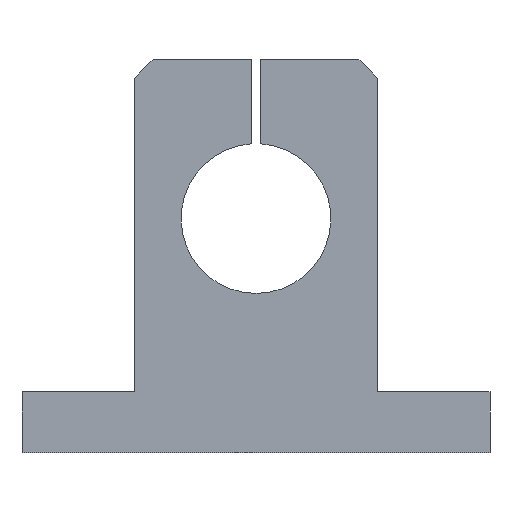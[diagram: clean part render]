
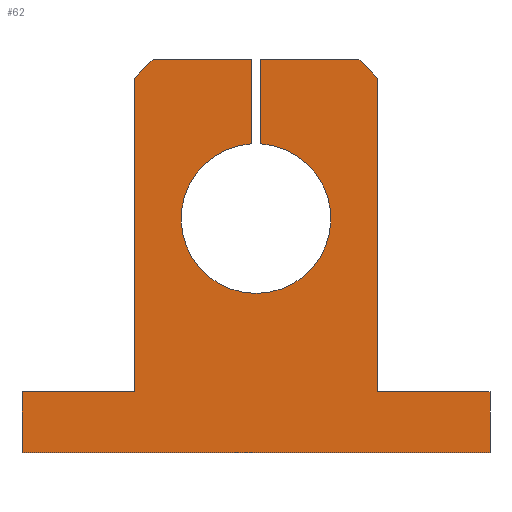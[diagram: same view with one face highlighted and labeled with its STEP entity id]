
A CAD part, front view. The second image highlights one B-rep face of the part: STEP entity #62.
In plain terms, the highlighted planar face has unit normal (0, -1, 0).
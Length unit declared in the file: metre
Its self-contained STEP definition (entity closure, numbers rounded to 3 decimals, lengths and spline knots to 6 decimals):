
#62 = ADVANCED_FACE( '', ( #145 ), #146, .F. );
#145 = FACE_OUTER_BOUND( '', #253, .T. );
#146 = PLANE( '', #254 );
#253 = EDGE_LOOP( '', ( #377, #378, #379, #380, #381, #382, #383, #384, #385, #386, #387, #388, #389, #390 ) );
#254 = AXIS2_PLACEMENT_3D( '', #391, #392, #393 );
#377 = ORIENTED_EDGE( '', *, *, #623, .F. );
#378 = ORIENTED_EDGE( '', *, *, #624, .T. );
#379 = ORIENTED_EDGE( '', *, *, #625, .F. );
#380 = ORIENTED_EDGE( '', *, *, #626, .T. );
#381 = ORIENTED_EDGE( '', *, *, #627, .T. );
#382 = ORIENTED_EDGE( '', *, *, #628, .T. );
#383 = ORIENTED_EDGE( '', *, *, #629, .F. );
#384 = ORIENTED_EDGE( '', *, *, #630, .T. );
#385 = ORIENTED_EDGE( '', *, *, #631, .F. );
#386 = ORIENTED_EDGE( '', *, *, #632, .F. );
#387 = ORIENTED_EDGE( '', *, *, #633, .F. );
#388 = ORIENTED_EDGE( '', *, *, #619, .F. );
#389 = ORIENTED_EDGE( '', *, *, #634, .F. );
#390 = ORIENTED_EDGE( '', *, *, #635, .F. );
#391 = CARTESIAN_POINT( '', ( -0.025, -0.008, 0. ) );
#392 = DIRECTION( '', ( 0., 1., 0. ) );
#393 = DIRECTION( '', ( 0., 0., 1. ) );
#619 = EDGE_CURVE( '', #731, #733, #734, .T. );
#623 = EDGE_CURVE( '', #739, #740, #741, .T. );
#624 = EDGE_CURVE( '', #739, #742, #743, .F. );
#625 = EDGE_CURVE( '', #744, #742, #745, .T. );
#626 = EDGE_CURVE( '', #744, #746, #747, .T. );
#627 = EDGE_CURVE( '', #746, #748, #749, .T. );
#628 = EDGE_CURVE( '', #748, #750, #751, .T. );
#629 = EDGE_CURVE( '', #752, #750, #753, .T. );
#630 = EDGE_CURVE( '', #752, #754, #755, .F. );
#631 = EDGE_CURVE( '', #756, #754, #757, .T. );
#632 = EDGE_CURVE( '', #758, #756, #759, .T. );
#633 = EDGE_CURVE( '', #733, #758, #760, .T. );
#634 = EDGE_CURVE( '', #761, #731, #762, .T. );
#635 = EDGE_CURVE( '', #740, #761, #763, .T. );
#731 = VERTEX_POINT( '', #893 );
#733 = VERTEX_POINT( '', #896 );
#734 = LINE( '', #897, #898 );
#739 = VERTEX_POINT( '', #904 );
#740 = VERTEX_POINT( '', #905 );
#741 = LINE( '', #906, #907 );
#742 = VERTEX_POINT( '', #908 );
#743 = LINE( '', #909, #910 );
#744 = VERTEX_POINT( '', #911 );
#745 = LINE( '', #912, #913 );
#746 = VERTEX_POINT( '', #914 );
#747 = LINE( '', #915, #916 );
#748 = VERTEX_POINT( '', #917 );
#749 = CIRCLE( '', #918, 0.008 );
#750 = VERTEX_POINT( '', #919 );
#751 = LINE( '', #920, #921 );
#752 = VERTEX_POINT( '', #922 );
#753 = LINE( '', #923, #924 );
#754 = VERTEX_POINT( '', #925 );
#755 = LINE( '', #926, #927 );
#756 = VERTEX_POINT( '', #928 );
#757 = LINE( '', #929, #930 );
#758 = VERTEX_POINT( '', #931 );
#759 = LINE( '', #932, #933 );
#760 = LINE( '', #934, #935 );
#761 = VERTEX_POINT( '', #936 );
#762 = LINE( '', #937, #938 );
#763 = LINE( '', #939, #940 );
#893 = CARTESIAN_POINT( '', ( 0.025, -0.008, 0. ) );
#896 = CARTESIAN_POINT( '', ( -0.025, -0.008, 0. ) );
#897 = CARTESIAN_POINT( '', ( 0.025, -0.008, 0. ) );
#898 = VECTOR( '', #1074, 1. );
#904 = CARTESIAN_POINT( '', ( 0.013, -0.008, 0.04 ) );
#905 = CARTESIAN_POINT( '', ( 0.013, -0.008, 0.0065 ) );
#906 = CARTESIAN_POINT( '', ( 0.013, -0.008, 0.042 ) );
#907 = VECTOR( '', #1079, 1. );
#908 = CARTESIAN_POINT( '', ( 0.011, -0.008, 0.042 ) );
#909 = CARTESIAN_POINT( '', ( 0.011, -0.008, 0.042 ) );
#910 = VECTOR( '', #1080, 1. );
#911 = CARTESIAN_POINT( '', ( 0.0005, -0.008, 0.042 ) );
#912 = CARTESIAN_POINT( '', ( -0.013, -0.008, 0.042 ) );
#913 = VECTOR( '', #1081, 1. );
#914 = CARTESIAN_POINT( '', ( 0.0005, -0.008, 0.032984 ) );
#915 = CARTESIAN_POINT( '', ( 0.0005, -0.008, 0.042 ) );
#916 = VECTOR( '', #1082, 1. );
#917 = CARTESIAN_POINT( '', ( -0.0005, -0.008, 0.032984 ) );
#918 = AXIS2_PLACEMENT_3D( '', #1083, #1084, #1085 );
#919 = CARTESIAN_POINT( '', ( -0.0005, -0.008, 0.042 ) );
#920 = CARTESIAN_POINT( '', ( -0.0005, -0.008, 0.025 ) );
#921 = VECTOR( '', #1086, 1. );
#922 = CARTESIAN_POINT( '', ( -0.011, -0.008, 0.042 ) );
#923 = CARTESIAN_POINT( '', ( -0.013, -0.008, 0.042 ) );
#924 = VECTOR( '', #1087, 1. );
#925 = CARTESIAN_POINT( '', ( -0.013, -0.008, 0.04 ) );
#926 = CARTESIAN_POINT( '', ( -0.013, -0.008, 0.04 ) );
#927 = VECTOR( '', #1088, 1. );
#928 = CARTESIAN_POINT( '', ( -0.013, -0.008, 0.0065 ) );
#929 = CARTESIAN_POINT( '', ( -0.013, -0.008, 0.0065 ) );
#930 = VECTOR( '', #1089, 1. );
#931 = CARTESIAN_POINT( '', ( -0.025, -0.008, 0.0065 ) );
#932 = CARTESIAN_POINT( '', ( -0.025, -0.008, 0.0065 ) );
#933 = VECTOR( '', #1090, 1. );
#934 = CARTESIAN_POINT( '', ( -0.025, -0.008, 0. ) );
#935 = VECTOR( '', #1091, 1. );
#936 = CARTESIAN_POINT( '', ( 0.025, -0.008, 0.0065 ) );
#937 = CARTESIAN_POINT( '', ( 0.025, -0.008, 0.0065 ) );
#938 = VECTOR( '', #1092, 1. );
#939 = CARTESIAN_POINT( '', ( 0.013, -0.008, 0.0065 ) );
#940 = VECTOR( '', #1093, 1. );
#1074 = DIRECTION( '', ( -1., 0., 0. ) );
#1079 = DIRECTION( '', ( 0., 0., -1. ) );
#1080 = DIRECTION( '', ( 0.707, 0., -0.707 ) );
#1081 = DIRECTION( '', ( 1., 0., 0. ) );
#1082 = DIRECTION( '', ( 0., 0., -1. ) );
#1083 = CARTESIAN_POINT( '', ( 0., -0.008, 0.025 ) );
#1084 = DIRECTION( '', ( 0., 1., 0. ) );
#1085 = DIRECTION( '', ( 1., 0., 0. ) );
#1086 = DIRECTION( '', ( 0., 0., 1. ) );
#1087 = DIRECTION( '', ( 1., 0., 0. ) );
#1088 = DIRECTION( '', ( 0.707, 0., 0.707 ) );
#1089 = DIRECTION( '', ( 0., 0., 1. ) );
#1090 = DIRECTION( '', ( 1., 0., 0. ) );
#1091 = DIRECTION( '', ( 0., 0., 1. ) );
#1092 = DIRECTION( '', ( 0., 0., -1. ) );
#1093 = DIRECTION( '', ( 1., 0., 0. ) );
